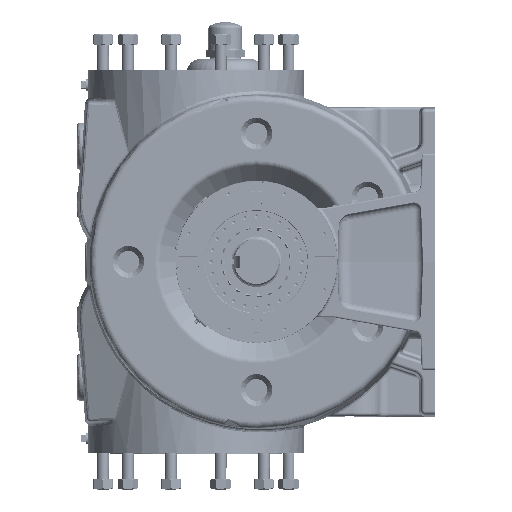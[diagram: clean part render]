
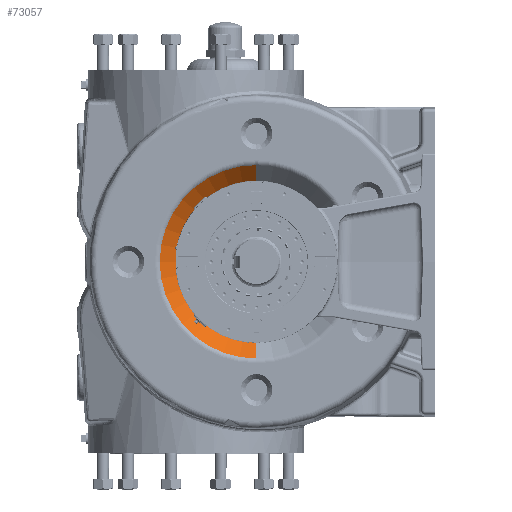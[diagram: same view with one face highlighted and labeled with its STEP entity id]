
A CAD part, left-side view. The second image highlights one B-rep face of the part: STEP entity #73057.
In plain terms, the highlighted conical face has half-angle 45.022 degrees and reference radius 150.057 mm.
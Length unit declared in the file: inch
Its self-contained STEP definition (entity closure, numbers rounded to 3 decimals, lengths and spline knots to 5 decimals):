
#9412 = DIRECTION ( 'NONE',  ( 0., 0., 1. ) ) ;
#11394 = DIRECTION ( 'NONE',  ( -1., 0., 0. ) ) ;
#30748 = AXIS2_PLACEMENT_3D ( 'NONE', #220871, #182282, #91797 ) ;
#31913 = EDGE_CURVE ( 'NONE', #102054, #95148, #164698, .T. ) ;
#35216 = EDGE_CURVE ( 'NONE', #236565, #102054, #187883, .T. ) ;
#48048 = DIRECTION ( 'NONE',  ( -1., 0., 0. ) ) ;
#48839 = CARTESIAN_POINT ( 'NONE',  ( -16.65335, 0.00002, -0.00001 ) ) ;
#63406 = DIRECTION ( 'NONE',  ( 0., 0., 1. ) ) ;
#73057 = ADVANCED_FACE ( 'Defeatured_0_3869', ( #184641 ), #200175, .F. ) ;
#73070 = DIRECTION ( 'NONE',  ( -0.707, 0., -0.707 ) ) ;
#82974 = VECTOR ( 'NONE', #162177, 39.37008 ) ;
#83942 = AXIS2_PLACEMENT_3D ( 'NONE', #157781, #48048, #9412 ) ;
#86566 = AXIS2_PLACEMENT_3D ( 'NONE', #48839, #11394, #63406 ) ;
#89795 = CARTESIAN_POINT ( 'NONE',  ( -15.38925, 0.00002, 5.90775 ) ) ;
#91797 = DIRECTION ( 'NONE',  ( 0., 0., 1. ) ) ;
#95148 = VERTEX_POINT ( 'NONE', #199878 ) ;
#102054 = VERTEX_POINT ( 'NONE', #102335 ) ;
#102335 = CARTESIAN_POINT ( 'NONE',  ( -15.38925, 0.00002, -5.90777 ) ) ;
#120904 = EDGE_CURVE ( 'NONE', #157399, #95148, #167407, .T. ) ;
#121781 = EDGE_CURVE ( 'NONE', #236565, #157399, #128321, .T. ) ;
#128321 = LINE ( 'NONE', #89795, #82974 ) ;
#133121 = ORIENTED_EDGE ( 'NONE', *, *, #31913, .F. ) ;
#133857 = EDGE_LOOP ( 'NONE', ( #133121, #153567, #194904, #206561 ) ) ;
#153567 = ORIENTED_EDGE ( 'NONE', *, *, #35216, .F. ) ;
#154506 = CARTESIAN_POINT ( 'NONE',  ( -16.65335, 0.00002, 7.17284 ) ) ;
#157399 = VERTEX_POINT ( 'NONE', #154506 ) ;
#157781 = CARTESIAN_POINT ( 'NONE',  ( -15.38925, 0.00002, -0.00001 ) ) ;
#158616 = VECTOR ( 'NONE', #73070, 39.37008 ) ;
#161249 = CARTESIAN_POINT ( 'NONE',  ( -15.38925, 0.00002, 5.90775 ) ) ;
#162177 = DIRECTION ( 'NONE',  ( -0.707, 0., 0.707 ) ) ;
#164698 = LINE ( 'NONE', #238342, #158616 ) ;
#167407 = CIRCLE ( 'NONE', #86566, 7.17285 ) ;
#182282 = DIRECTION ( 'NONE',  ( -1., 0., 0. ) ) ;
#184641 = FACE_OUTER_BOUND ( 'NONE', #133857, .T. ) ;
#187883 = CIRCLE ( 'NONE', #83942, 5.90776 ) ;
#194904 = ORIENTED_EDGE ( 'NONE', *, *, #121781, .T. ) ;
#199878 = CARTESIAN_POINT ( 'NONE',  ( -16.65335, 0.00002, -7.17286 ) ) ;
#200175 = CONICAL_SURFACE ( 'NONE', #30748, 5.90776, 0.786 ) ;
#206561 = ORIENTED_EDGE ( 'NONE', *, *, #120904, .T. ) ;
#220871 = CARTESIAN_POINT ( 'NONE',  ( -15.38925, 0.00002, -0.00001 ) ) ;
#236565 = VERTEX_POINT ( 'NONE', #161249 ) ;
#238342 = CARTESIAN_POINT ( 'NONE',  ( -15.38925, 0.00002, -5.90777 ) ) ;
